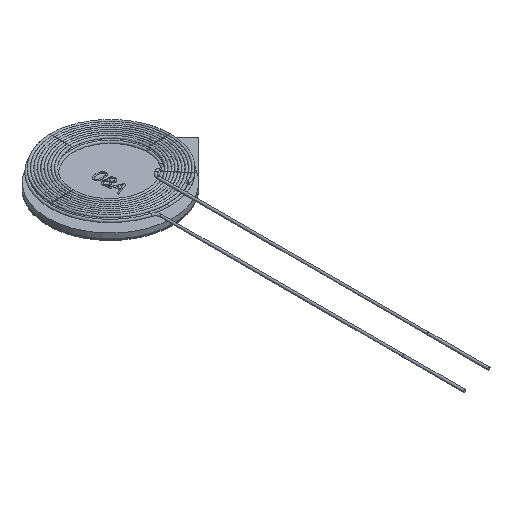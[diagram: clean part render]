
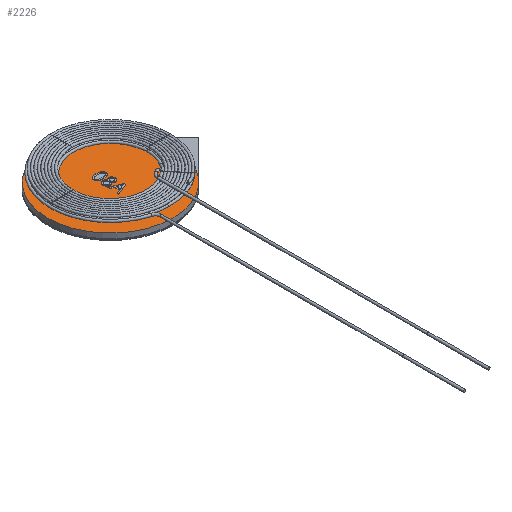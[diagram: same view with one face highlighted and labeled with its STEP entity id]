
A CAD part, isometric view. The second image highlights one B-rep face of the part: STEP entity #2226.
In plain terms, the highlighted planar face has unit normal (0, 0, 1).
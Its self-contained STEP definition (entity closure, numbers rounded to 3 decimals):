
#72=PLANE('',#2347);
#171=CIRCLE('',#2348,5.15);
#387=ORIENTED_EDGE('',*,*,#621,.T.);
#388=ORIENTED_EDGE('',*,*,#622,.T.);
#389=ORIENTED_EDGE('',*,*,#623,.T.);
#390=ORIENTED_EDGE('',*,*,#624,.T.);
#391=ORIENTED_EDGE('',*,*,#625,.T.);
#392=ORIENTED_EDGE('',*,*,#626,.T.);
#393=ORIENTED_EDGE('',*,*,#627,.T.);
#394=ORIENTED_EDGE('',*,*,#628,.T.);
#395=ORIENTED_EDGE('',*,*,#629,.T.);
#396=ORIENTED_EDGE('',*,*,#630,.T.);
#397=ORIENTED_EDGE('',*,*,#631,.T.);
#398=ORIENTED_EDGE('',*,*,#632,.T.);
#621=EDGE_CURVE('',#787,#788,#890,.T.);
#622=EDGE_CURVE('',#788,#787,#891,.T.);
#623=EDGE_CURVE('',#789,#789,#171,.T.);
#624=EDGE_CURVE('',#790,#790,#892,.T.);
#625=EDGE_CURVE('',#791,#792,#893,.T.);
#626=EDGE_CURVE('',#792,#793,#894,.T.);
#627=EDGE_CURVE('',#793,#794,#895,.T.);
#628=EDGE_CURVE('',#794,#795,#896,.T.);
#629=EDGE_CURVE('',#795,#796,#897,.T.);
#630=EDGE_CURVE('',#796,#797,#898,.T.);
#631=EDGE_CURVE('',#797,#798,#899,.T.);
#632=EDGE_CURVE('',#798,#791,#900,.T.);
#787=VERTEX_POINT('',#8597);
#788=VERTEX_POINT('',#8598);
#789=VERTEX_POINT('',#8620);
#790=VERTEX_POINT('',#8655);
#791=VERTEX_POINT('',#8658);
#792=VERTEX_POINT('',#8659);
#793=VERTEX_POINT('',#8662);
#794=VERTEX_POINT('',#8665);
#795=VERTEX_POINT('',#8668);
#796=VERTEX_POINT('',#8671);
#797=VERTEX_POINT('',#8674);
#798=VERTEX_POINT('',#8677);
#890=B_SPLINE_CURVE_WITH_KNOTS('',3,(#8576,#8577,#8578,#8579,#8580,#8581,
#8582,#8583,#8584,#8585,#8586,#8587,#8588,#8589,#8590,#8591,#8592,#8593,
#8594,#8595,#8596),.UNSPECIFIED.,.F.,.F.,(4,3,2,3,2,2,2,3,4),(0.,0.046,
0.089,0.154,0.224,0.294,
0.365,0.41,0.454),.UNSPECIFIED.);
#891=B_SPLINE_CURVE_WITH_KNOTS('',3,(#8599,#8600,#8601,#8602,#8603,#8604,
#8605,#8606,#8607,#8608,#8609,#8610,#8611,#8612,#8613,#8614,#8615,#8616,
#8617,#8618),.UNSPECIFIED.,.F.,.F.,(4,2,2,3,2,2,2,3,4),(0.454,
0.51,0.566,0.642,0.723,
0.804,0.885,0.945,1.),.UNSPECIFIED.);
#892=B_SPLINE_CURVE_WITH_KNOTS('',3,(#8621,#8622,#8623,#8624,#8625,#8626,
#8627,#8628,#8629,#8630,#8631,#8632,#8633,#8634,#8635,#8636,#8637,#8638,
#8639,#8640,#8641,#8642,#8643,#8644,#8645,#8646,#8647,#8648,#8649,#8650,
#8651,#8652,#8653,#8654),.UNSPECIFIED.,.T.,.F.,(4,3,3,2,3,3,3,2,3,3,2,3,
4),(0.,0.106,0.179,0.251,0.303,
0.354,0.413,0.501,0.605,
0.679,0.75,0.844,1.),.UNSPECIFIED.);
#893=B_SPLINE_CURVE_WITH_KNOTS('',1,(#8656,#8657),.UNSPECIFIED.,.F.,.F.,
(2,2),(0.874,0.962),.UNSPECIFIED.);
#894=B_SPLINE_CURVE_WITH_KNOTS('',1,(#8660,#8661),.UNSPECIFIED.,.F.,.F.,
(2,2),(0.962,1.),.UNSPECIFIED.);
#895=B_SPLINE_CURVE_WITH_KNOTS('',1,(#8663,#8664),.UNSPECIFIED.,.F.,.F.,
(2,2),(0.,0.293),.UNSPECIFIED.);
#896=B_SPLINE_CURVE_WITH_KNOTS('',1,(#8666,#8667),.UNSPECIFIED.,.F.,.F.,
(2,2),(0.293,0.333),.UNSPECIFIED.);
#897=B_SPLINE_CURVE_WITH_KNOTS('',1,(#8669,#8670),.UNSPECIFIED.,.F.,.F.,
(2,2),(0.333,0.629),.UNSPECIFIED.);
#898=B_SPLINE_CURVE_WITH_KNOTS('',1,(#8672,#8673),.UNSPECIFIED.,.F.,.F.,
(2,2),(0.629,0.67),.UNSPECIFIED.);
#899=B_SPLINE_CURVE_WITH_KNOTS('',1,(#8675,#8676),.UNSPECIFIED.,.F.,.F.,
(2,2),(0.67,0.758),.UNSPECIFIED.);
#900=B_SPLINE_CURVE_WITH_KNOTS('',1,(#8678,#8679),.UNSPECIFIED.,.F.,.F.,
(2,2),(0.758,0.874),.UNSPECIFIED.);
#1068=EDGE_LOOP('',(#387,#388));
#1069=EDGE_LOOP('',(#389));
#1070=EDGE_LOOP('',(#390));
#1071=EDGE_LOOP('',(#391,#392,#393,#394,#395,#396,#397,#398));
#1272=FACE_BOUND('',#1068,.T.);
#1273=FACE_BOUND('',#1069,.T.);
#1274=FACE_BOUND('',#1070,.T.);
#1275=FACE_BOUND('',#1071,.T.);
#2226=ADVANCED_FACE('',(#1272,#1273,#1274,#1275),#72,.T.);
#2347=AXIS2_PLACEMENT_3D('',#8575,#2527,#2528);
#2348=AXIS2_PLACEMENT_3D('',#8619,#2529,#2530);
#2527=DIRECTION('',(0.,0.,1.));
#2528=DIRECTION('',(1.,0.,0.));
#2529=DIRECTION('',(0.,0.,1.));
#2530=DIRECTION('',(1.,0.,0.));
#8575=CARTESIAN_POINT('',(0.,0.,0.408));
#8576=CARTESIAN_POINT('',(0.048,0.243,0.408));
#8577=CARTESIAN_POINT('',(0.066,0.293,0.408));
#8578=CARTESIAN_POINT('',(0.092,0.33,0.408));
#8579=CARTESIAN_POINT('',(0.126,0.355,0.408));
#8580=CARTESIAN_POINT('',(0.159,0.379,0.408));
#8581=CARTESIAN_POINT('',(0.2,0.391,0.408));
#8582=CARTESIAN_POINT('',(0.319,0.391,0.408));
#8583=CARTESIAN_POINT('',(0.379,0.365,0.408));
#8584=CARTESIAN_POINT('',(0.428,0.314,0.408));
#8585=CARTESIAN_POINT('',(0.476,0.263,0.408));
#8586=CARTESIAN_POINT('',(0.5,0.195,0.408));
#8587=CARTESIAN_POINT('',(0.5,0.024,0.408));
#8588=CARTESIAN_POINT('',(0.475,-0.045,0.408));
#8589=CARTESIAN_POINT('',(0.376,-0.15,0.408));
#8590=CARTESIAN_POINT('',(0.316,-0.176,0.408));
#8591=CARTESIAN_POINT('',(0.199,-0.176,0.408));
#8592=CARTESIAN_POINT('',(0.159,-0.164,0.408));
#8593=CARTESIAN_POINT('',(0.126,-0.14,0.408));
#8594=CARTESIAN_POINT('',(0.092,-0.116,0.408));
#8595=CARTESIAN_POINT('',(0.066,-0.08,0.408));
#8596=CARTESIAN_POINT('',(0.048,-0.031,0.408));
#8597=CARTESIAN_POINT('',(0.048,0.243,0.408));
#8598=CARTESIAN_POINT('',(0.048,-0.031,0.408));
#8599=CARTESIAN_POINT('',(0.048,-0.031,0.408));
#8600=CARTESIAN_POINT('',(0.028,-0.091,0.408));
#8601=CARTESIAN_POINT('',(-0.003,-0.137,0.408));
#8602=CARTESIAN_POINT('',(-0.091,-0.2,0.408));
#8603=CARTESIAN_POINT('',(-0.143,-0.215,0.408));
#8604=CARTESIAN_POINT('',(-0.287,-0.215,0.408));
#8605=CARTESIAN_POINT('',(-0.357,-0.186,0.408));
#8606=CARTESIAN_POINT('',(-0.415,-0.127,0.408));
#8607=CARTESIAN_POINT('',(-0.472,-0.068,0.408));
#8608=CARTESIAN_POINT('',(-0.5,0.011,0.408));
#8609=CARTESIAN_POINT('',(-0.5,0.204,0.408));
#8610=CARTESIAN_POINT('',(-0.471,0.283,0.408));
#8611=CARTESIAN_POINT('',(-0.357,0.401,0.408));
#8612=CARTESIAN_POINT('',(-0.286,0.431,0.408));
#8613=CARTESIAN_POINT('',(-0.136,0.431,0.408));
#8614=CARTESIAN_POINT('',(-0.083,0.415,0.408));
#8615=CARTESIAN_POINT('',(-0.04,0.382,0.408));
#8616=CARTESIAN_POINT('',(0.003,0.35,0.408));
#8617=CARTESIAN_POINT('',(0.032,0.303,0.408));
#8618=CARTESIAN_POINT('',(0.048,0.243,0.408));
#8619=CARTESIAN_POINT('',(0.,0.,0.408));
#8620=CARTESIAN_POINT('',(5.15,0.,0.408));
#8621=CARTESIAN_POINT('',(0.,1.19,0.408));
#8622=CARTESIAN_POINT('',(0.115,1.19,0.408));
#8623=CARTESIAN_POINT('',(0.209,1.178,0.408));
#8624=CARTESIAN_POINT('',(0.28,1.154,0.408));
#8625=CARTESIAN_POINT('',(0.351,1.13,0.408));
#8626=CARTESIAN_POINT('',(0.405,1.095,0.408));
#8627=CARTESIAN_POINT('',(0.443,1.048,0.408));
#8628=CARTESIAN_POINT('',(0.481,1.001,0.408));
#8629=CARTESIAN_POINT('',(0.5,0.942,0.408));
#8630=CARTESIAN_POINT('',(0.5,0.818,0.408));
#8631=CARTESIAN_POINT('',(0.49,0.772,0.408));
#8632=CARTESIAN_POINT('',(0.469,0.732,0.408));
#8633=CARTESIAN_POINT('',(0.448,0.692,0.408));
#8634=CARTESIAN_POINT('',(0.417,0.66,0.408));
#8635=CARTESIAN_POINT('',(0.377,0.634,0.408));
#8636=CARTESIAN_POINT('',(0.337,0.608,0.408));
#8637=CARTESIAN_POINT('',(0.289,0.588,0.408));
#8638=CARTESIAN_POINT('',(0.231,0.573,0.408));
#8639=CARTESIAN_POINT('',(0.174,0.558,0.408));
#8640=CARTESIAN_POINT('',(0.097,0.552,0.408));
#8641=CARTESIAN_POINT('',(-0.115,0.552,0.408));
#8642=CARTESIAN_POINT('',(-0.208,0.564,0.408));
#8643=CARTESIAN_POINT('',(-0.278,0.587,0.408));
#8644=CARTESIAN_POINT('',(-0.349,0.611,0.408));
#8645=CARTESIAN_POINT('',(-0.404,0.646,0.408));
#8646=CARTESIAN_POINT('',(-0.442,0.693,0.408));
#8647=CARTESIAN_POINT('',(-0.48,0.74,0.408));
#8648=CARTESIAN_POINT('',(-0.5,0.799,0.408));
#8649=CARTESIAN_POINT('',(-0.5,0.965,0.408));
#8650=CARTESIAN_POINT('',(-0.466,1.039,0.408));
#8651=CARTESIAN_POINT('',(-0.399,1.093,0.408));
#8652=CARTESIAN_POINT('',(-0.317,1.158,0.408));
#8653=CARTESIAN_POINT('',(-0.184,1.19,0.408));
#8654=CARTESIAN_POINT('',(0.,1.19,0.408));
#8655=CARTESIAN_POINT('',(0.,1.19,0.408));
#8656=CARTESIAN_POINT('',(-0.187,-0.518,0.408));
#8657=CARTESIAN_POINT('',(-0.483,-0.411,0.408));
#8658=CARTESIAN_POINT('',(-0.187,-0.518,0.408));
#8659=CARTESIAN_POINT('',(-0.483,-0.411,0.408));
#8660=CARTESIAN_POINT('',(-0.483,-0.411,0.408));
#8661=CARTESIAN_POINT('',(-0.483,-0.273,0.408));
#8662=CARTESIAN_POINT('',(-0.483,-0.273,0.408));
#8663=CARTESIAN_POINT('',(-0.483,-0.273,0.408));
#8664=CARTESIAN_POINT('',(0.497,-0.649,0.408));
#8665=CARTESIAN_POINT('',(0.497,-0.649,0.408));
#8666=CARTESIAN_POINT('',(0.497,-0.649,0.408));
#8667=CARTESIAN_POINT('',(0.497,-0.79,0.408));
#8668=CARTESIAN_POINT('',(0.497,-0.79,0.408));
#8669=CARTESIAN_POINT('',(0.497,-0.79,0.408));
#8670=CARTESIAN_POINT('',(-0.483,-1.19,0.408));
#8671=CARTESIAN_POINT('',(-0.483,-1.19,0.408));
#8672=CARTESIAN_POINT('',(-0.483,-1.19,0.408));
#8673=CARTESIAN_POINT('',(-0.483,-1.043,0.408));
#8674=CARTESIAN_POINT('',(-0.483,-1.043,0.408));
#8675=CARTESIAN_POINT('',(-0.483,-1.043,0.408));
#8676=CARTESIAN_POINT('',(-0.187,-0.93,0.408));
#8677=CARTESIAN_POINT('',(-0.187,-0.93,0.408));
#8678=CARTESIAN_POINT('',(-0.187,-0.93,0.408));
#8679=CARTESIAN_POINT('',(-0.187,-0.518,0.408));
